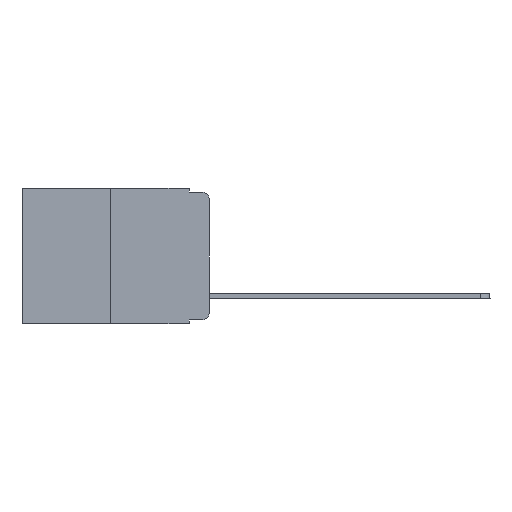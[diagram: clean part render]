
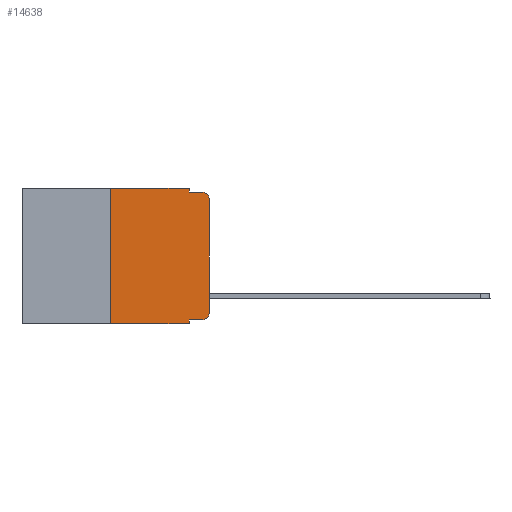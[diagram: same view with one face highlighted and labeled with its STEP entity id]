
A CAD part, left-side view. The second image highlights one B-rep face of the part: STEP entity #14638.
In plain terms, the highlighted planar face has unit normal (-1, 0, 0).
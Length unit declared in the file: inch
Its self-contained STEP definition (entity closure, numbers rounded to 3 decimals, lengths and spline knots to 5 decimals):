
#367 = VERTEX_POINT ( 'NONE', #11767 ) ;
#616 = VERTEX_POINT ( 'NONE', #12399 ) ;
#761 = DIRECTION ( 'NONE',  ( 0., 0., 1. ) ) ;
#764 = VERTEX_POINT ( 'NONE', #12617 ) ;
#1127 = LINE ( 'NONE', #9763, #11671 ) ;
#1192 = LINE ( 'NONE', #10494, #7197 ) ;
#1294 = VECTOR ( 'NONE', #4557, 39.37008 ) ;
#2163 = CARTESIAN_POINT ( 'NONE',  ( 0., 0.051, -0.333 ) ) ;
#2311 = CARTESIAN_POINT ( 'NONE',  ( 0., 0.25, 0. ) ) ;
#2396 = ORIENTED_EDGE ( 'NONE', *, *, #14168, .T. ) ;
#2401 = ORIENTED_EDGE ( 'NONE', *, *, #10992, .T. ) ;
#2738 = DIRECTION ( 'NONE',  ( -1., 0., 0. ) ) ;
#2924 = DIRECTION ( 'NONE',  ( -1., 0., 0. ) ) ;
#2957 = VECTOR ( 'NONE', #761, 39.37008 ) ;
#3583 = ORIENTED_EDGE ( 'NONE', *, *, #13610, .F. ) ;
#3637 = CARTESIAN_POINT ( 'NONE',  ( 0., 0.051, -0.343 ) ) ;
#4045 = CARTESIAN_POINT ( 'NONE',  ( 0., 0.02, -0.333 ) ) ;
#4123 = AXIS2_PLACEMENT_3D ( 'NONE', #16631, #2924, #7668 ) ;
#4259 = LINE ( 'NONE', #2163, #5198 ) ;
#4333 = VERTEX_POINT ( 'NONE', #9478 ) ;
#4557 = DIRECTION ( 'NONE',  ( 0., -1., 0. ) ) ;
#5061 = CARTESIAN_POINT ( 'NONE',  ( 0., 0.051, -0.333 ) ) ;
#5198 = VECTOR ( 'NONE', #8019, 39.37008 ) ;
#5788 = CARTESIAN_POINT ( 'NONE',  ( 0., 0.473, 0. ) ) ;
#5844 = CARTESIAN_POINT ( 'NONE',  ( 0., 0.02, -0.03 ) ) ;
#6073 = EDGE_CURVE ( 'NONE', #367, #14850, #8738, .T. ) ;
#6124 = CARTESIAN_POINT ( 'NONE',  ( 0., 0.051, 0. ) ) ;
#7117 = PLANE ( 'NONE',  #7649 ) ;
#7197 = VECTOR ( 'NONE', #12074, 39.37008 ) ;
#7633 = CARTESIAN_POINT ( 'NONE',  ( 0., 0.051, 0. ) ) ;
#7649 = AXIS2_PLACEMENT_3D ( 'NONE', #5788, #9084, #16712 ) ;
#7668 = DIRECTION ( 'NONE',  ( 0., 0., -1. ) ) ;
#7797 = ORIENTED_EDGE ( 'NONE', *, *, #19344, .F. ) ;
#7861 = CARTESIAN_POINT ( 'NONE',  ( 0., 0.02, -0.01 ) ) ;
#8019 = DIRECTION ( 'NONE',  ( 0., -1., 0. ) ) ;
#8175 = EDGE_CURVE ( 'NONE', #616, #764, #10388, .T. ) ;
#8461 = EDGE_LOOP ( 'NONE', ( #2396, #2401, #17702, #7797, #3583, #12802, #12443, #10619, #18691, #14659 ) ) ;
#8635 = CIRCLE ( 'NONE', #17078, 0.02 ) ;
#8738 = LINE ( 'NONE', #10661, #1294 ) ;
#8795 = VERTEX_POINT ( 'NONE', #3637 ) ;
#8890 = VECTOR ( 'NONE', #9303, 39.37008 ) ;
#8907 = DIRECTION ( 'NONE',  ( 0., 0., -1. ) ) ;
#9084 = DIRECTION ( 'NONE',  ( 1., 0., 0. ) ) ;
#9168 = EDGE_CURVE ( 'NONE', #14544, #4333, #18187, .T. ) ;
#9303 = DIRECTION ( 'NONE',  ( 0., 0., 1. ) ) ;
#9478 = CARTESIAN_POINT ( 'NONE',  ( 0., 0., -0.313 ) ) ;
#9763 = CARTESIAN_POINT ( 'NONE',  ( 0., 0.051, 0. ) ) ;
#9900 = VERTEX_POINT ( 'NONE', #5061 ) ;
#10122 = EDGE_CURVE ( 'NONE', #616, #8795, #1192, .T. ) ;
#10388 = LINE ( 'NONE', #2311, #2957 ) ;
#10494 = CARTESIAN_POINT ( 'NONE',  ( 0., 0.473, -0.343 ) ) ;
#10619 = ORIENTED_EDGE ( 'NONE', *, *, #11873, .F. ) ;
#10620 = VERTEX_POINT ( 'NONE', #13817 ) ;
#10656 = CARTESIAN_POINT ( 'NONE',  ( 0., 0., 0. ) ) ;
#10661 = CARTESIAN_POINT ( 'NONE',  ( 0., 0.051, -0.01 ) ) ;
#10992 = EDGE_CURVE ( 'NONE', #10620, #14850, #8635, .T. ) ;
#11207 = VECTOR ( 'NONE', #8907, 39.37008 ) ;
#11504 = DIRECTION ( 'NONE',  ( 0., 0., -1. ) ) ;
#11671 = VECTOR ( 'NONE', #11504, 39.37008 ) ;
#11767 = CARTESIAN_POINT ( 'NONE',  ( 0., 0.051, -0.01 ) ) ;
#11873 = EDGE_CURVE ( 'NONE', #9900, #8795, #17905, .T. ) ;
#12074 = DIRECTION ( 'NONE',  ( 0., -1., 0. ) ) ;
#12246 = VECTOR ( 'NONE', #17081, 39.37008 ) ;
#12321 = CARTESIAN_POINT ( 'NONE',  ( 0., 0.473, 0. ) ) ;
#12399 = CARTESIAN_POINT ( 'NONE',  ( 0., 0.25, -0.343 ) ) ;
#12443 = ORIENTED_EDGE ( 'NONE', *, *, #10122, .T. ) ;
#12617 = CARTESIAN_POINT ( 'NONE',  ( 0., 0.25, 0. ) ) ;
#12802 = ORIENTED_EDGE ( 'NONE', *, *, #8175, .F. ) ;
#13053 = VERTEX_POINT ( 'NONE', #6124 ) ;
#13408 = DIRECTION ( 'NONE',  ( 0., 0., -1. ) ) ;
#13610 = EDGE_CURVE ( 'NONE', #764, #13053, #16330, .T. ) ;
#13817 = CARTESIAN_POINT ( 'NONE',  ( 0., 0., -0.03 ) ) ;
#14168 = EDGE_CURVE ( 'NONE', #4333, #10620, #19177, .T. ) ;
#14544 = VERTEX_POINT ( 'NONE', #4045 ) ;
#14638 = ADVANCED_FACE ( 'NONE', ( #17963 ), #7117, .F. ) ;
#14659 = ORIENTED_EDGE ( 'NONE', *, *, #9168, .T. ) ;
#14850 = VERTEX_POINT ( 'NONE', #7861 ) ;
#16330 = LINE ( 'NONE', #12321, #12246 ) ;
#16631 = CARTESIAN_POINT ( 'NONE',  ( 0., 0.02, -0.313 ) ) ;
#16712 = DIRECTION ( 'NONE',  ( 0., 0., -1. ) ) ;
#17078 = AXIS2_PLACEMENT_3D ( 'NONE', #5844, #2738, #13408 ) ;
#17081 = DIRECTION ( 'NONE',  ( 0., -1., 0. ) ) ;
#17702 = ORIENTED_EDGE ( 'NONE', *, *, #6073, .F. ) ;
#17905 = LINE ( 'NONE', #7633, #11207 ) ;
#17963 = FACE_OUTER_BOUND ( 'NONE', #8461, .T. ) ;
#18187 = CIRCLE ( 'NONE', #4123, 0.02 ) ;
#18691 = ORIENTED_EDGE ( 'NONE', *, *, #19513, .T. ) ;
#19177 = LINE ( 'NONE', #10656, #8890 ) ;
#19344 = EDGE_CURVE ( 'NONE', #13053, #367, #1127, .T. ) ;
#19513 = EDGE_CURVE ( 'NONE', #9900, #14544, #4259, .T. ) ;
